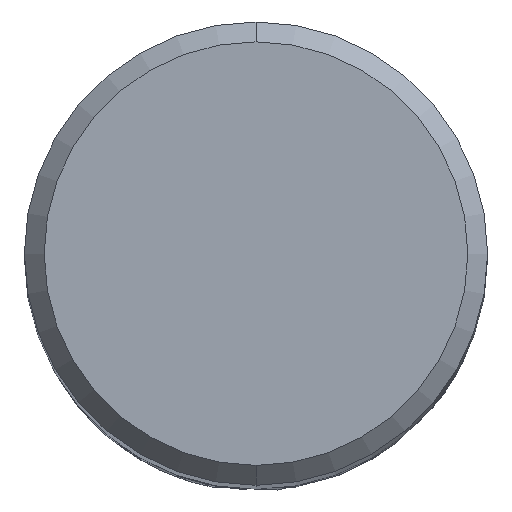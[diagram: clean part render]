
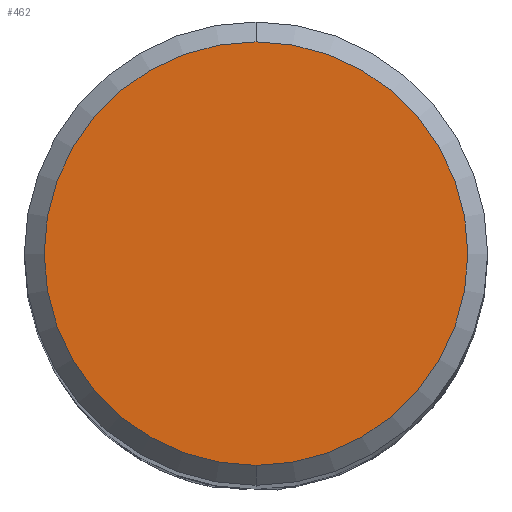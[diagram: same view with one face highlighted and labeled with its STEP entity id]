
A CAD part, top view. The second image highlights one B-rep face of the part: STEP entity #462.
In plain terms, the highlighted planar face has unit normal (0, 0, 1).
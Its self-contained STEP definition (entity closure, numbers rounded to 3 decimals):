
#334=VERTEX_POINT('',#902);
#402=VERTEX_POINT('',#976);
#444=EDGE_CURVE('',#402,#334,#1021,.T.);
#462=ADVANCED_FACE('',(#1039),#1040,.T.);
#490=EDGE_CURVE('',#334,#402,#1070,.T.);
#902=CARTESIAN_POINT('',(0.,-6.4,0.0));
#976=CARTESIAN_POINT('',(0.0,6.4,0.0));
#1021=CIRCLE('',#2908,6.4);
#1039=FACE_OUTER_BOUND('',#2942,.T.);
#1040=PLANE('',#2943);
#1070=CIRCLE('',#3143,6.4);
#2908=AXIS2_PLACEMENT_3D('',#7138,#7139,#7140);
#2942=EDGE_LOOP('',(#7145,#7146));
#2943=AXIS2_PLACEMENT_3D('',#7147,#7148,#7149);
#3143=AXIS2_PLACEMENT_3D('',#7172,#7173,#7174);
#7138=CARTESIAN_POINT('',(0.0,0.0,0.0));
#7139=DIRECTION('',(0.0,0.0,-1.0));
#7140=DIRECTION('',(0.0,1.0,0.0));
#7145=ORIENTED_EDGE('',*,*,#444,.F.);
#7146=ORIENTED_EDGE('',*,*,#490,.F.);
#7147=CARTESIAN_POINT('',(0.0,3.2,0.0));
#7148=DIRECTION('',(-0.0,0.0,1.0));
#7149=DIRECTION('',(0.0,-1.0,0.0));
#7172=CARTESIAN_POINT('',(0.0,0.0,0.0));
#7173=DIRECTION('',(0.0,0.0,-1.0));
#7174=DIRECTION('',(0.0,1.0,0.0));
